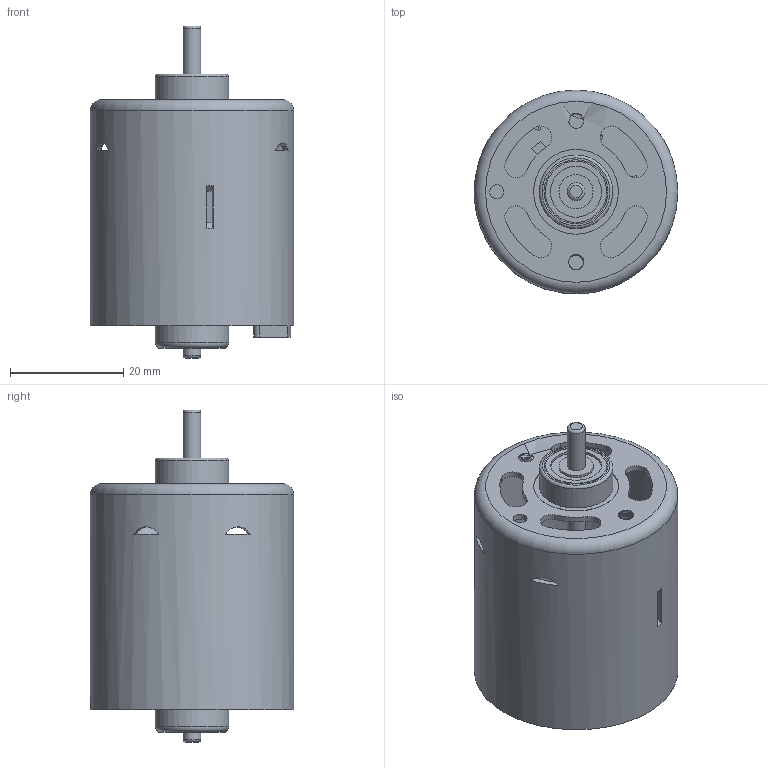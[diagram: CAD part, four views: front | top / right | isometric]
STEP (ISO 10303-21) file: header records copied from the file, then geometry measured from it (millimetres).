
FILE_DESCRIPTION(/* description */ ('Unknown'),/* implementation_level */ '2;1');
FILE_NAME(/* name */ 'BT3640',/* time_stamp */ '2022-09-23T17:21:14+02:00',/* author */ ('Unknown'),/* organization */ ('Unknown'),/* preprocessor_version */ 'ST-DEVELOPER v18.1',/* originating_system */ 'Solid Edge',/* authorisation */ 'Unknown');
FILE_SCHEMA (('AUTOMOTIVE_DESIGN {1 0 10303 214 3 1 1}'));
Length unit declared in the file: millimetre
Products named in the file (1): 3640 modifierad
Bounding box: 36 x 36 x 58.7 mm (x, y, z)
Volume: 604.3 mm3; surface area: 14463.3 mm2
Topology: 2 solids, 16 shells, 209 faces, 746 edges, 558 vertices
Faces by surface type: plane 124, cylinder 68, torus 9, bspline 7, cone 1
Full cylindrical faces by diameter (mm): 1.75 x3, 2.5 x1, 3.17 x1, 5.503 x1, 6.051 x1, 8.2 x1, 9 x1, 10.717 x1, 13 x2, 15 x1, 34 x1, 36 x1
Entity records: 12334 total; most frequent: CARTESIAN_POINT 5947, DIRECTION 1274, ORIENTED_EDGE 1124, EDGE_CURVE 706, VERTEX_POINT 544, LINE 446, VECTOR 446, AXIS2_PLACEMENT_3D 414
